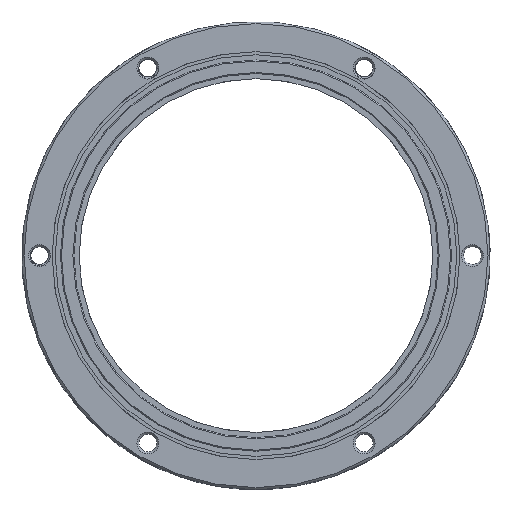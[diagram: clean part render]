
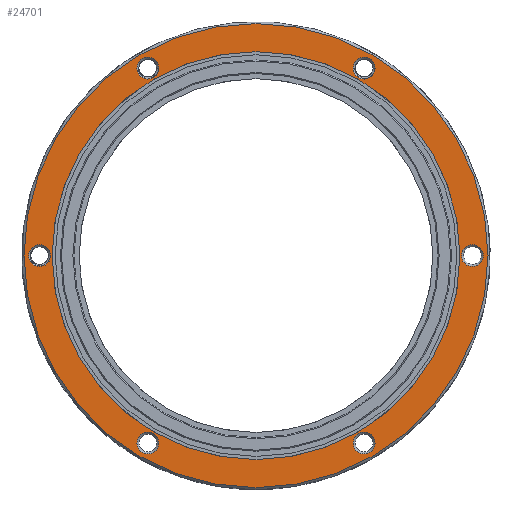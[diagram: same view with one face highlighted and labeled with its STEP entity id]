
A CAD part, left-side view. The second image highlights one B-rep face of the part: STEP entity #24701.
In plain terms, the highlighted planar face has unit normal (-1, 0, 0).
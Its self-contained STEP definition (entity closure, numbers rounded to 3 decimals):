
#320 = CARTESIAN_POINT ( 'NONE',  ( 8., 0., 19.6 ) ) ;
#384 = EDGE_LOOP ( 'NONE', ( #9587 ) ) ;
#440 = DIRECTION ( 'NONE',  ( 1., 0., 0. ) ) ;
#550 = FACE_BOUND ( 'NONE', #20364, .T. ) ;
#694 = VERTEX_POINT ( 'NONE', #320 ) ;
#1145 = VERTEX_POINT ( 'NONE', #21021 ) ;
#1154 = DIRECTION ( 'NONE',  ( 0., 0., -1. ) ) ;
#1541 = EDGE_CURVE ( 'NONE', #22703, #22703, #6644, .T. ) ;
#1659 = DIRECTION ( 'NONE',  ( 1., 0., 0. ) ) ;
#1680 = CARTESIAN_POINT ( 'NONE',  ( 8., -10.4, -18.013 ) ) ;
#1979 = EDGE_CURVE ( 'NONE', #25536, #25536, #20716, .T. ) ;
#2016 = CARTESIAN_POINT ( 'NONE',  ( 8., -20.8, -1.05 ) ) ;
#3197 = DIRECTION ( 'NONE',  ( 1., 0., 0. ) ) ;
#3273 = EDGE_CURVE ( 'NONE', #3961, #3961, #19152, .T. ) ;
#3961 = VERTEX_POINT ( 'NONE', #21521 ) ;
#4523 = FACE_BOUND ( 'NONE', #23037, .T. ) ;
#5128 = ORIENTED_EDGE ( 'NONE', *, *, #19528, .T. ) ;
#5567 = DIRECTION ( 'NONE',  ( 0., 0., -1. ) ) ;
#5775 = EDGE_CURVE ( 'NONE', #10026, #10026, #22631, .T. ) ;
#5935 = CARTESIAN_POINT ( 'NONE',  ( 8., 10.4, -18.013 ) ) ;
#6316 = FACE_BOUND ( 'NONE', #14987, .T. ) ;
#6330 = CARTESIAN_POINT ( 'NONE',  ( 8., 20.8, -1.05 ) ) ;
#6644 = CIRCLE ( 'NONE', #23184, 1.05 ) ;
#7053 = DIRECTION ( 'NONE',  ( 0., 0., -1. ) ) ;
#7241 = CARTESIAN_POINT ( 'NONE',  ( 8., 10.4, 18.013 ) ) ;
#7966 = CARTESIAN_POINT ( 'NONE',  ( 8., -20.8, 0. ) ) ;
#7988 = ORIENTED_EDGE ( 'NONE', *, *, #15648, .F. ) ;
#8296 = VERTEX_POINT ( 'NONE', #6330 ) ;
#8613 = CARTESIAN_POINT ( 'NONE',  ( 8., 0., 0. ) ) ;
#9063 = DIRECTION ( 'NONE',  ( 0., 0., -1. ) ) ;
#9320 = AXIS2_PLACEMENT_3D ( 'NONE', #5935, #15622, #5567 ) ;
#9587 = ORIENTED_EDGE ( 'NONE', *, *, #3273, .T. ) ;
#9694 = CARTESIAN_POINT ( 'NONE',  ( 8., -10.4, 16.963 ) ) ;
#10026 = VERTEX_POINT ( 'NONE', #15938 ) ;
#10190 = ORIENTED_EDGE ( 'NONE', *, *, #1979, .T. ) ;
#10589 = DIRECTION ( 'NONE',  ( 1., 0., 0. ) ) ;
#11262 = AXIS2_PLACEMENT_3D ( 'NONE', #18091, #440, #7053 ) ;
#11621 = DIRECTION ( 'NONE',  ( 1., 0., 0. ) ) ;
#11910 = EDGE_LOOP ( 'NONE', ( #10190 ) ) ;
#12385 = DIRECTION ( 'NONE',  ( 0., 0., 1. ) ) ;
#12414 = FACE_BOUND ( 'NONE', #12608, .T. ) ;
#12608 = EDGE_LOOP ( 'NONE', ( #25284 ) ) ;
#12747 = DIRECTION ( 'NONE',  ( 0., 0., -1. ) ) ;
#12890 = CARTESIAN_POINT ( 'NONE',  ( 8., 10.4, 16.963 ) ) ;
#14526 = AXIS2_PLACEMENT_3D ( 'NONE', #7966, #1659, #19861 ) ;
#14987 = EDGE_LOOP ( 'NONE', ( #22881 ) ) ;
#15599 = DIRECTION ( 'NONE',  ( 0., 0., -1. ) ) ;
#15622 = DIRECTION ( 'NONE',  ( 1., 0., 0. ) ) ;
#15648 = EDGE_CURVE ( 'NONE', #694, #694, #20227, .T. ) ;
#15938 = CARTESIAN_POINT ( 'NONE',  ( 8., -10.4, -19.063 ) ) ;
#16135 = FACE_OUTER_BOUND ( 'NONE', #384, .T. ) ;
#16319 = DIRECTION ( 'NONE',  ( -1., 0., 0. ) ) ;
#16509 = ORIENTED_EDGE ( 'NONE', *, *, #1541, .T. ) ;
#16777 = VERTEX_POINT ( 'NONE', #9694 ) ;
#16853 = CARTESIAN_POINT ( 'NONE',  ( 8., 20.8, 0. ) ) ;
#17295 = EDGE_CURVE ( 'NONE', #8296, #8296, #23179, .T. ) ;
#18091 = CARTESIAN_POINT ( 'NONE',  ( 8., -10.4, 18.013 ) ) ;
#18210 = FACE_BOUND ( 'NONE', #22804, .T. ) ;
#18347 = CARTESIAN_POINT ( 'NONE',  ( 8., 22.5, 0. ) ) ;
#19152 = CIRCLE ( 'NONE', #23290, 22.3 ) ;
#19528 = EDGE_CURVE ( 'NONE', #16777, #16777, #24439, .T. ) ;
#19718 = DIRECTION ( 'NONE',  ( 0., 0., -1. ) ) ;
#19797 = AXIS2_PLACEMENT_3D ( 'NONE', #8613, #24506, #12385 ) ;
#19861 = DIRECTION ( 'NONE',  ( 0., 0., -1. ) ) ;
#19909 = AXIS2_PLACEMENT_3D ( 'NONE', #18347, #10589, #1154 ) ;
#20110 = CARTESIAN_POINT ( 'NONE',  ( 8., 0., 0. ) ) ;
#20172 = FACE_BOUND ( 'NONE', #23855, .T. ) ;
#20227 = CIRCLE ( 'NONE', #19797, 19.6 ) ;
#20299 = PLANE ( 'NONE',  #19909 ) ;
#20364 = EDGE_LOOP ( 'NONE', ( #7988 ) ) ;
#20474 = CIRCLE ( 'NONE', #9320, 1.05 ) ;
#20716 = CIRCLE ( 'NONE', #14526, 1.05 ) ;
#20987 = AXIS2_PLACEMENT_3D ( 'NONE', #1680, #11621, #15599 ) ;
#21021 = CARTESIAN_POINT ( 'NONE',  ( 8., 10.4, -19.063 ) ) ;
#21521 = CARTESIAN_POINT ( 'NONE',  ( 8., 0., -22.3 ) ) ;
#22100 = FACE_BOUND ( 'NONE', #11910, .T. ) ;
#22340 = AXIS2_PLACEMENT_3D ( 'NONE', #16853, #3197, #12747 ) ;
#22384 = EDGE_CURVE ( 'NONE', #1145, #1145, #20474, .T. ) ;
#22631 = CIRCLE ( 'NONE', #20987, 1.05 ) ;
#22703 = VERTEX_POINT ( 'NONE', #12890 ) ;
#22759 = DIRECTION ( 'NONE',  ( 1., 0., 0. ) ) ;
#22804 = EDGE_LOOP ( 'NONE', ( #16509 ) ) ;
#22881 = ORIENTED_EDGE ( 'NONE', *, *, #5775, .T. ) ;
#23037 = EDGE_LOOP ( 'NONE', ( #23928 ) ) ;
#23179 = CIRCLE ( 'NONE', #22340, 1.05 ) ;
#23184 = AXIS2_PLACEMENT_3D ( 'NONE', #7241, #22759, #9063 ) ;
#23290 = AXIS2_PLACEMENT_3D ( 'NONE', #20110, #16319, #19718 ) ;
#23855 = EDGE_LOOP ( 'NONE', ( #5128 ) ) ;
#23928 = ORIENTED_EDGE ( 'NONE', *, *, #22384, .T. ) ;
#24439 = CIRCLE ( 'NONE', #11262, 1.05 ) ;
#24506 = DIRECTION ( 'NONE',  ( -1., 0., 0. ) ) ;
#24701 = ADVANCED_FACE ( 'NONE', ( #16135, #4523, #6316, #22100, #20172, #18210, #12414, #550 ), #20299, .F. ) ;
#25284 = ORIENTED_EDGE ( 'NONE', *, *, #17295, .T. ) ;
#25536 = VERTEX_POINT ( 'NONE', #2016 ) ;
